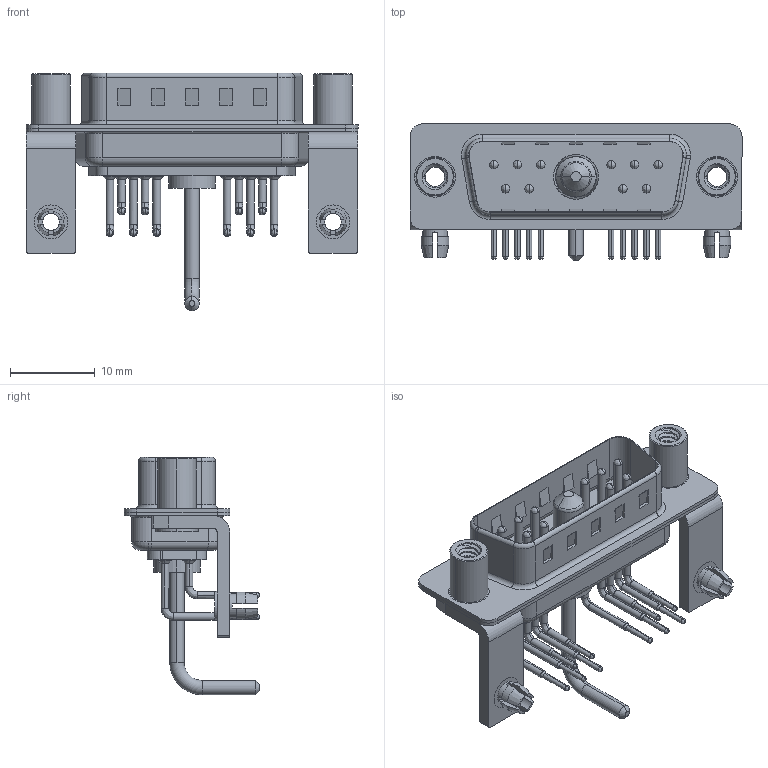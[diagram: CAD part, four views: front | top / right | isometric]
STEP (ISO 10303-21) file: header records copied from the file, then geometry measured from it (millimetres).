
FILE_DESCRIPTION (( 'STEP AP203' ), '1' );
FILE_NAME ('629-11W1650-1N5.STEP', '2022-05-07T02:20:44', ( '' ), ( '' ), 'SwSTEP 2.0', 'SolidWorks 2020', '' );
FILE_SCHEMA (( 'CONFIG_CONTROL_DESIGN' ));
Length unit declared in the file: millimetre
Products named in the file (10): 629Combo Stabilizer Bracket; 629-11W1650-1N5; 629Combo Housing_11W1; 629Combo Board Lock; 629Combo Threaded Standoff_5; 629Combo Shell Rear_15 Contacts; 629Combo Shell Front_15 Contacts; 629Combo Contact Row 2; 629Combo Contact Row 1; Power Pin_Ext 10A RA
Assembly tree (20 placements, depth 2):
  629-11W1650-1N5
    629Combo Housing_11W1
    629Combo Shell Rear_15 Contacts
    629Combo Shell Front_15 Contacts
    629Combo Stabilizer Bracket  x2
    629Combo Board Lock  x2
    629Combo Threaded Standoff_5  x2
    Power Pin_Ext 10A RA
    629Combo Contact Row 1  x6
    629Combo Contact Row 2  x4
Bounding box: 39.2 x 16.05 x 28.08 mm (x, y, z)
Volume: 2454 mm3; surface area: 6345.6 mm2
Topology: 21 solids, 24 shells, 1676 faces, 4566 edges, 2958 vertices
Faces by surface type: plane 868, cylinder 610, cone 77, bspline 67, torus 54
Entity records: 25818 total; most frequent: CARTESIAN_POINT 6071, DIRECTION 3981, ORIENTED_EDGE 3774, EDGE_CURVE 1887, AXIS2_PLACEMENT_3D 1441, VERTEX_POINT 1217, LINE 1099, VECTOR 1099
